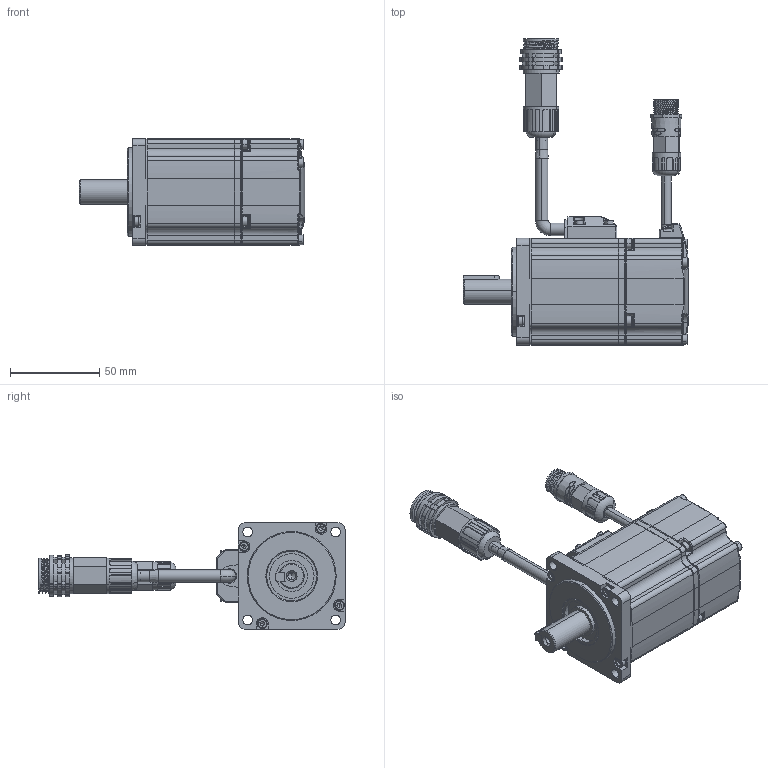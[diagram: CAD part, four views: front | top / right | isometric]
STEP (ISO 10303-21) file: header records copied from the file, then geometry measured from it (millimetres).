
FILE_DESCRIPTION (( 'STEP AP214' ), '1' );
FILE_NAME ('EM3A-02ATA FA KA222.STEP', '2024-07-10T08:50:49', ( '' ), ( '' ), 'SwSTEP 2.0', 'SolidWorks 2018', '' );
FILE_SCHEMA (( 'AUTOMOTIVE_DESIGN' ));
Length unit declared in the file: millimetre
Products named in the file (26): ________-0.STEP; M3-12LD.STEP; spring lock washers--normal type gb_GB_FASTENER_WASHER_SW 3BX.STEP; EM3A04A-430-A-S1________________.STEP; WA14__28__4 FKM.STEP; hexagon socket head cap screws gb_GB_FASTENER_SCREWS_HSHCS M3X40-NHDA.STEP; ________5X20.STEP; EM3A04A-130-A6__________.STEP; EM3A04A-270-A-S2______________.STEP; 234.step; EM3A04A-420-A-S1________________.STEP; __________.STEP; EM3A02A-210-A-S2_________211 ____.STEP; 123.step; EM3A04A-120-A1__________.STEP; EM3A-02ATA FA KA222; ______________8______.STEP; cross recessed pan head tapping screws gb_GB_CROSS_SCREWS_TYPE128 ST2.2X9.5 H C-NBX.STEP; hexagon socket head cap screws gb_GB_FASTENER_SCREWS_HSHCS M2.5X12-NHDA.STEP; ____.STEP; EM3A04A-280-A-S1______________.STEP; 4X0.75+2X0.35_____________________.STEP; hexagon socket head cap screws gb_GB_FASTENER_SCREWS_HSHCS M3X12-NHDA.STEP; __  EM3A02A-310-A5-S1.STEP; EM3A04A-410-A1-S2_____________B2.STEP; EM3A-02AF-K-T（非抱闸）.STEP
Assembly tree (39 placements, depth 4):
  EM3A-02ATA FA KA222
    EM3A-02AF-K-T（非抱闸）.STEP
      M3-12LD.STEP  x8
        spring lock washers--normal type gb_GB_FASTENER_WASHER_SW 3BX.STEP
        hexagon socket head cap screws gb_GB_FASTENER_SCREWS_HSHCS M3X12-NHDA.STEP
      __________.STEP
        ____.STEP
      ________-0.STEP
        4X0.75+2X0.35_____________________.STEP
        ______________8______.STEP
      EM3A04A-120-A1__________.STEP
      __  EM3A02A-310-A5-S1.STEP
      EM3A02A-210-A-S2_________211 ____.STEP
      EM3A04A-410-A1-S2_____________B2.STEP
      ________5X20.STEP
      EM3A04A-280-A-S1______________.STEP
      EM3A04A-270-A-S2______________.STEP
      EM3A04A-430-A-S1________________.STEP
      EM3A04A-420-A-S1________________.STEP
      hexagon socket head cap screws gb_GB_FASTENER_SCREWS_HSHCS M3X40-NHDA.STEP  x4
      hexagon socket head cap screws gb_GB_FASTENER_SCREWS_HSHCS M2.5X12-NHDA.STEP  x4
      cross recessed pan head tapping screws gb_GB_CROSS_SCREWS_TYPE128 ST2.2X9.5 H C-NBX.STEP  x2
      EM3A04A-130-A6__________.STEP
      WA14__28__4 FKM.STEP
    123.step
    234.step
Bounding box: 126.5 x 171.99 x 60 mm (x, y, z)
Volume: 163882 mm3; surface area: 97177.2 mm2
Topology: 61 solids, 61 shells, 2280 faces, 5453 edges, 3307 vertices
Faces by surface type: plane 874, cylinder 746, cone 225, bspline 197, torus 187, sphere 51
Entity records: 80115 total; most frequent: CARTESIAN_POINT 36078, DIRECTION 9143, ORIENTED_EDGE 8842, EDGE_CURVE 4421, AXIS2_PLACEMENT_3D 3603, VERTEX_POINT 2728, EDGE_LOOP 2057, LINE 1937
